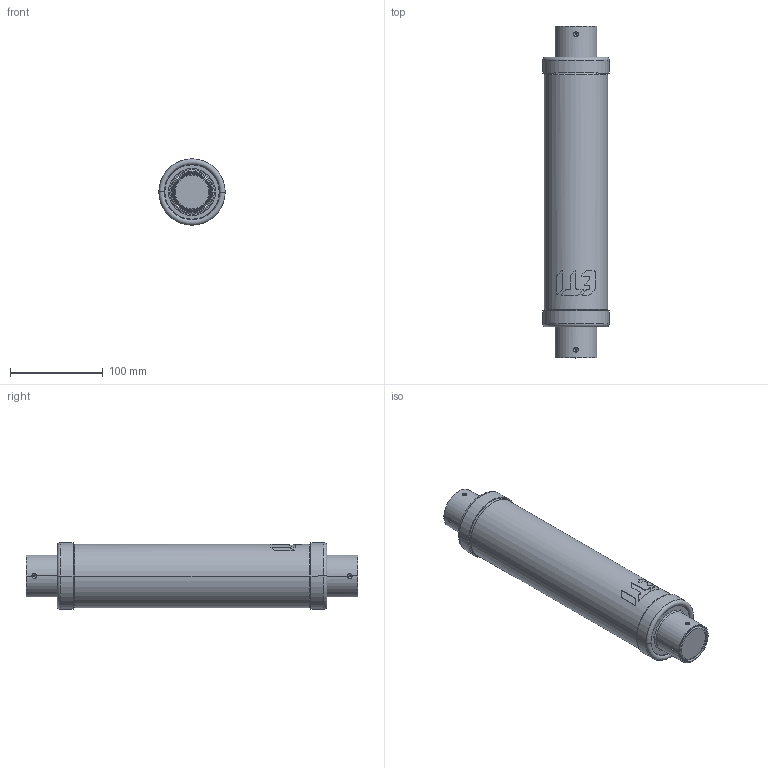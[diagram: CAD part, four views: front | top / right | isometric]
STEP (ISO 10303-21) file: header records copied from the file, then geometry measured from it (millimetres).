
FILE_DESCRIPTION((''),'2;1');
FILE_NAME('68_292_ASM','2021-04-02T',('marketing.praksa'),('Audax d.o.o.'),'CREO PARAMETRIC BY PTC INC, 2017480','CREO PARAMETRIC BY PTC INC, 2017480','');
FILE_SCHEMA(('AUTOMOTIVE_DESIGN { 1 0 10303 214 1 1 1 1 }'));
Length unit declared in the file: millimetre
Products named in the file (12): 0000032411_1_1_2_3_4_5_6_7_8_12; 0000030782_1_1_1_1; 0000061570_1_1_1_1; 0000061580_1_1_1_1; 0000069054_1_1_2_1_1; 0000069054_1_1_2_2_1; 0000069054_1_1_2_3_1; ASM0100_ASM; 0000069054_1_1_2_ASM_1_ASM; 68_292_ASM_1_ASM; PRT0157; 68_292_ASM
Assembly tree (12 placements, depth 5):
  68_292_ASM
    68_292_ASM_1_ASM
      0000032411_1_1_2_3_4_5_6_7_8_12
      0000030782_1_1_1_1  x2
      0000061570_1_1_1_1
      0000061580_1_1_1_1
      0000069054_1_1_2_ASM_1_ASM
        ASM0100_ASM
          0000069054_1_1_2_1_1
          0000069054_1_1_2_2_1
          0000069054_1_1_2_3_1
    PRT0157
Bounding box: 71.6 x 358 x 71.6 mm (x, y, z)
Volume: 492137.5 mm3; surface area: 169545.2 mm2
Topology: 9 solids, 9 shells, 419 faces, 1094 edges, 718 vertices
Faces by surface type: cylinder 143, plane 96, bspline 96, torus 80, cone 4
Entity records: 20494 total; most frequent: CARTESIAN_POINT 7676, ORIENTED_EDGE 1676, DIRECTION 1540, PRESENTATION_STYLE_ASSIGNMENT 963, STYLED_ITEM 846, CURVE_STYLE 838, EDGE_CURVE 838, AXIS2_PLACEMENT_3D 657
